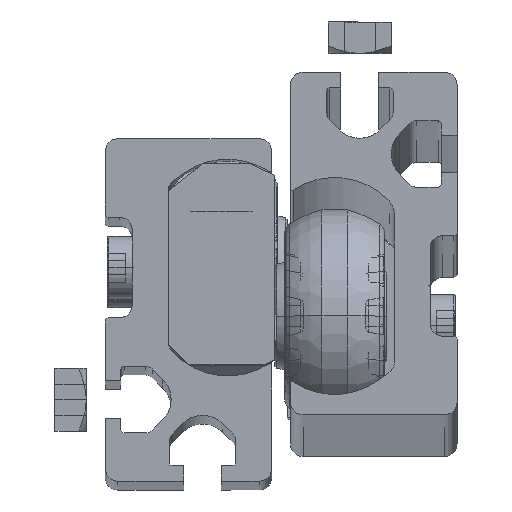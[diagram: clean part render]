
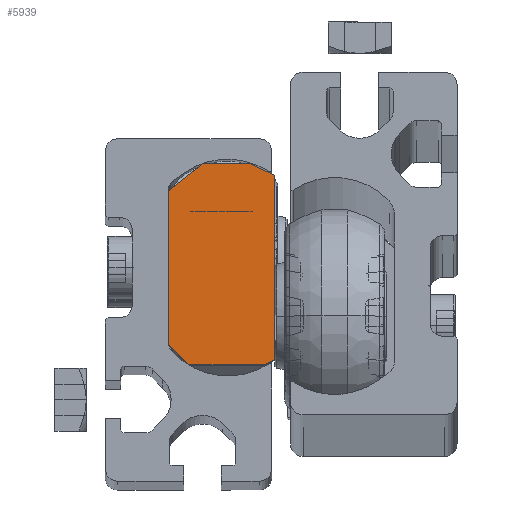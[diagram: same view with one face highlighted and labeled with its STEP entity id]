
A CAD part, top view. The second image highlights one B-rep face of the part: STEP entity #5939.
In plain terms, the highlighted face is planar.
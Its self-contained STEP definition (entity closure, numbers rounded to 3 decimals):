
#283 = CARTESIAN_POINT ( 'NONE',  ( 19., 14.681, -8.5 ) ) ;
#856 = DIRECTION ( 'NONE',  ( 0., 0., -1. ) ) ;
#892 = CARTESIAN_POINT ( 'NONE',  ( 19., 12.203, 8.5 ) ) ;
#903 = DIRECTION ( 'NONE',  ( 0., -0.707, -0.707 ) ) ;
#1070 = DIRECTION ( 'NONE',  ( 0., 0.616, -0.788 ) ) ;
#1587 = VERTEX_POINT ( 'NONE', #3802 ) ;
#2171 = EDGE_LOOP ( 'NONE', ( #20872, #13647, #4001, #4588, #9844, #20877, #8018, #20356 ) ) ;
#2941 = AXIS2_PLACEMENT_3D ( 'NONE', #7624, #5855, #3210 ) ;
#3003 = LINE ( 'NONE', #11762, #12645 ) ;
#3210 = DIRECTION ( 'NONE',  ( 0., 0., 1. ) ) ;
#3419 = CARTESIAN_POINT ( 'NONE',  ( 19., -15.5, -6.7 ) ) ;
#3802 = CARTESIAN_POINT ( 'NONE',  ( 19., -12.2, 8.5 ) ) ;
#4001 = ORIENTED_EDGE ( 'NONE', *, *, #12580, .T. ) ;
#4333 = CARTESIAN_POINT ( 'NONE',  ( 19., -15.5, 5.2 ) ) ;
#4503 = EDGE_CURVE ( 'NONE', #6055, #11865, #11751, .T. ) ;
#4588 = ORIENTED_EDGE ( 'NONE', *, *, #20969, .T. ) ;
#4704 = VECTOR ( 'NONE', #903, 1000. ) ;
#5182 = VERTEX_POINT ( 'NONE', #3419 ) ;
#5603 = LINE ( 'NONE', #14914, #10035 ) ;
#5855 = DIRECTION ( 'NONE',  ( -1., 0., 0. ) ) ;
#5939 = ADVANCED_FACE ( 'NONE', ( #8611 ), #10516, .F. ) ;
#6055 = VERTEX_POINT ( 'NONE', #892 ) ;
#6120 = DIRECTION ( 'NONE',  ( 0., 1., 0. ) ) ;
#6169 = EDGE_CURVE ( 'NONE', #18545, #5182, #8449, .T. ) ;
#6369 = CARTESIAN_POINT ( 'NONE',  ( 19., 12.203, 8.5 ) ) ;
#7549 = VECTOR ( 'NONE', #17855, 1000. ) ;
#7624 = CARTESIAN_POINT ( 'NONE',  ( 19., 1.5, 22.2 ) ) ;
#8018 = ORIENTED_EDGE ( 'NONE', *, *, #23655, .F. ) ;
#8408 = CARTESIAN_POINT ( 'NONE',  ( 19., -15.5, 5.2 ) ) ;
#8449 = LINE ( 'NONE', #19558, #7549 ) ;
#8611 = FACE_OUTER_BOUND ( 'NONE', #2171, .T. ) ;
#9277 = EDGE_CURVE ( 'NONE', #1587, #6055, #18905, .T. ) ;
#9844 = ORIENTED_EDGE ( 'NONE', *, *, #6169, .F. ) ;
#10035 = VECTOR ( 'NONE', #12889, 1000. ) ;
#10430 = LINE ( 'NONE', #8408, #13335 ) ;
#10516 = PLANE ( 'NONE',  #2941 ) ;
#10520 = CARTESIAN_POINT ( 'NONE',  ( 19., 16.5, 3. ) ) ;
#11751 = LINE ( 'NONE', #6369, #12800 ) ;
#11762 = CARTESIAN_POINT ( 'NONE',  ( 19., 16.5, -4.6 ) ) ;
#11865 = VERTEX_POINT ( 'NONE', #10520 ) ;
#11964 = VERTEX_POINT ( 'NONE', #16847 ) ;
#12450 = EDGE_CURVE ( 'NONE', #12812, #18545, #5603, .T. ) ;
#12580 = EDGE_CURVE ( 'NONE', #1587, #18564, #21007, .T. ) ;
#12645 = VECTOR ( 'NONE', #17582, 1000. ) ;
#12739 = LINE ( 'NONE', #21690, #13063 ) ;
#12800 = VECTOR ( 'NONE', #1070, 1000. ) ;
#12812 = VERTEX_POINT ( 'NONE', #283 ) ;
#12889 = DIRECTION ( 'NONE',  ( 0., -1., 0. ) ) ;
#13063 = VECTOR ( 'NONE', #20175, 1000. ) ;
#13335 = VECTOR ( 'NONE', #856, 1000. ) ;
#13647 = ORIENTED_EDGE ( 'NONE', *, *, #9277, .F. ) ;
#14057 = EDGE_CURVE ( 'NONE', #11964, #11865, #12739, .T. ) ;
#14914 = CARTESIAN_POINT ( 'NONE',  ( 19., 14.681, -8.5 ) ) ;
#15609 = CARTESIAN_POINT ( 'NONE',  ( 19., -12.2, 8.5 ) ) ;
#16847 = CARTESIAN_POINT ( 'NONE',  ( 19., 16.5, -4.6 ) ) ;
#17582 = DIRECTION ( 'NONE',  ( 0., -0.423, -0.906 ) ) ;
#17855 = DIRECTION ( 'NONE',  ( 0., -0.423, 0.906 ) ) ;
#18545 = VERTEX_POINT ( 'NONE', #22740 ) ;
#18564 = VERTEX_POINT ( 'NONE', #4333 ) ;
#18905 = LINE ( 'NONE', #22825, #19489 ) ;
#19489 = VECTOR ( 'NONE', #6120, 1000. ) ;
#19558 = CARTESIAN_POINT ( 'NONE',  ( 19., -14.661, -8.5 ) ) ;
#20175 = DIRECTION ( 'NONE',  ( 0., 0., 1. ) ) ;
#20356 = ORIENTED_EDGE ( 'NONE', *, *, #14057, .T. ) ;
#20872 = ORIENTED_EDGE ( 'NONE', *, *, #4503, .F. ) ;
#20877 = ORIENTED_EDGE ( 'NONE', *, *, #12450, .F. ) ;
#20969 = EDGE_CURVE ( 'NONE', #18564, #5182, #10430, .T. ) ;
#21007 = LINE ( 'NONE', #15609, #4704 ) ;
#21690 = CARTESIAN_POINT ( 'NONE',  ( 19., 16.5, -4.6 ) ) ;
#22740 = CARTESIAN_POINT ( 'NONE',  ( 19., -14.661, -8.5 ) ) ;
#22825 = CARTESIAN_POINT ( 'NONE',  ( 19., -12.2, 8.5 ) ) ;
#23655 = EDGE_CURVE ( 'NONE', #11964, #12812, #3003, .T. ) ;
